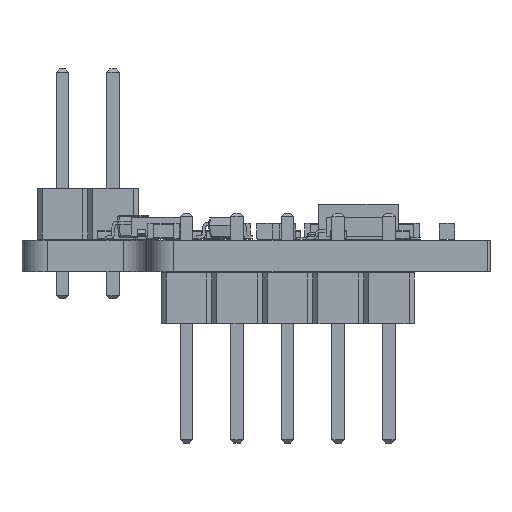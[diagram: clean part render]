
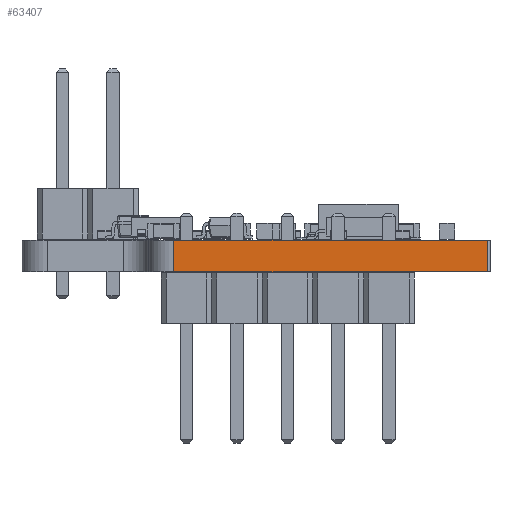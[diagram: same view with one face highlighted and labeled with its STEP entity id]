
A CAD part, front view. The second image highlights one B-rep face of the part: STEP entity #63407.
In plain terms, the highlighted planar face has unit normal (0, -1, 0).
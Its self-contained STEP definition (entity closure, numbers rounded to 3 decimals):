
#62135 = CYLINDRICAL_SURFACE('',#62136,0.127);
#62136 = AXIS2_PLACEMENT_3D('',#62137,#62138,#62139);
#62137 = CARTESIAN_POINT('',(11.621,-17.336,0.));
#62138 = DIRECTION('',(0.,0.,-1.));
#62139 = DIRECTION('',(1.,0.,0.));
#62163 = PLANE('',#62164);
#62164 = AXIS2_PLACEMENT_3D('',#62165,#62166,#62167);
#62165 = CARTESIAN_POINT('',(0.457,0.539,1.6));
#62166 = DIRECTION('',(0.,0.,1.));
#62167 = DIRECTION('',(1.,0.,0.));
#62217 = PLANE('',#62218);
#62218 = AXIS2_PLACEMENT_3D('',#62219,#62220,#62221);
#62219 = CARTESIAN_POINT('',(0.457,0.539,0.));
#62220 = DIRECTION('',(0.,0.,1.));
#62221 = DIRECTION('',(1.,0.,0.));
#62232 = EDGE_CURVE('',#62233,#62235,#62237,.T.);
#62233 = VERTEX_POINT('',#62234);
#62234 = CARTESIAN_POINT('',(11.621,-17.463,0.));
#62235 = VERTEX_POINT('',#62236);
#62236 = CARTESIAN_POINT('',(11.621,-17.463,1.6));
#62237 = SURFACE_CURVE('',#62238,(#62242,#62249),.PCURVE_S1.);
#62238 = LINE('',#62239,#62240);
#62239 = CARTESIAN_POINT('',(11.621,-17.463,0.));
#62240 = VECTOR('',#62241,1.);
#62241 = DIRECTION('',(0.,0.,1.));
#62242 = PCURVE('',#62135,#62243);
#62243 = DEFINITIONAL_REPRESENTATION('',(#62244),#62248);
#62244 = LINE('',#62245,#62246);
#62245 = CARTESIAN_POINT('',(-4.712,0.));
#62246 = VECTOR('',#62247,1.);
#62247 = DIRECTION('',(0.,-1.));
#62248 = ( GEOMETRIC_REPRESENTATION_CONTEXT(2) 
PARAMETRIC_REPRESENTATION_CONTEXT() REPRESENTATION_CONTEXT('2D SPACE',''
  ) );
#62249 = PCURVE('',#62250,#62255);
#62250 = PLANE('',#62251);
#62251 = AXIS2_PLACEMENT_3D('',#62252,#62253,#62254);
#62252 = CARTESIAN_POINT('',(-4.128,-17.463,0.));
#62253 = DIRECTION('',(0.,1.,0.));
#62254 = DIRECTION('',(1.,0.,0.));
#62255 = DEFINITIONAL_REPRESENTATION('',(#62256),#62260);
#62256 = LINE('',#62257,#62258);
#62257 = CARTESIAN_POINT('',(15.748,0.));
#62258 = VECTOR('',#62259,1.);
#62259 = DIRECTION('',(0.,-1.));
#62260 = ( GEOMETRIC_REPRESENTATION_CONTEXT(2) 
PARAMETRIC_REPRESENTATION_CONTEXT() REPRESENTATION_CONTEXT('2D SPACE',''
  ) );
#62640 = VERTEX_POINT('',#62641);
#62641 = CARTESIAN_POINT('',(-4.128,-17.463,0.));
#62656 = CYLINDRICAL_SURFACE('',#62657,1.27);
#62657 = AXIS2_PLACEMENT_3D('',#62658,#62659,#62660);
#62658 = CARTESIAN_POINT('',(-4.128,-16.193,0.));
#62659 = DIRECTION('',(0.,0.,-1.));
#62660 = DIRECTION('',(1.,0.,0.));
#62668 = EDGE_CURVE('',#62640,#62233,#62669,.T.);
#62669 = SURFACE_CURVE('',#62670,(#62674,#62681),.PCURVE_S1.);
#62670 = LINE('',#62671,#62672);
#62671 = CARTESIAN_POINT('',(-4.128,-17.463,0.));
#62672 = VECTOR('',#62673,1.);
#62673 = DIRECTION('',(1.,0.,0.));
#62674 = PCURVE('',#62217,#62675);
#62675 = DEFINITIONAL_REPRESENTATION('',(#62676),#62680);
#62676 = LINE('',#62677,#62678);
#62677 = CARTESIAN_POINT('',(-4.585,-18.002));
#62678 = VECTOR('',#62679,1.);
#62679 = DIRECTION('',(1.,0.));
#62680 = ( GEOMETRIC_REPRESENTATION_CONTEXT(2) 
PARAMETRIC_REPRESENTATION_CONTEXT() REPRESENTATION_CONTEXT('2D SPACE',''
  ) );
#62681 = PCURVE('',#62250,#62682);
#62682 = DEFINITIONAL_REPRESENTATION('',(#62683),#62687);
#62683 = LINE('',#62684,#62685);
#62684 = CARTESIAN_POINT('',(0.,0.));
#62685 = VECTOR('',#62686,1.);
#62686 = DIRECTION('',(1.,0.));
#62687 = ( GEOMETRIC_REPRESENTATION_CONTEXT(2) 
PARAMETRIC_REPRESENTATION_CONTEXT() REPRESENTATION_CONTEXT('2D SPACE',''
  ) );
#63155 = VERTEX_POINT('',#63156);
#63156 = CARTESIAN_POINT('',(-4.128,-17.463,1.6));
#63178 = EDGE_CURVE('',#63155,#62235,#63179,.T.);
#63179 = SURFACE_CURVE('',#63180,(#63184,#63191),.PCURVE_S1.);
#63180 = LINE('',#63181,#63182);
#63181 = CARTESIAN_POINT('',(-4.128,-17.463,1.6));
#63182 = VECTOR('',#63183,1.);
#63183 = DIRECTION('',(1.,0.,0.));
#63184 = PCURVE('',#62163,#63185);
#63185 = DEFINITIONAL_REPRESENTATION('',(#63186),#63190);
#63186 = LINE('',#63187,#63188);
#63187 = CARTESIAN_POINT('',(-4.585,-18.002));
#63188 = VECTOR('',#63189,1.);
#63189 = DIRECTION('',(1.,0.));
#63190 = ( GEOMETRIC_REPRESENTATION_CONTEXT(2) 
PARAMETRIC_REPRESENTATION_CONTEXT() REPRESENTATION_CONTEXT('2D SPACE',''
  ) );
#63191 = PCURVE('',#62250,#63192);
#63192 = DEFINITIONAL_REPRESENTATION('',(#63193),#63197);
#63193 = LINE('',#63194,#63195);
#63194 = CARTESIAN_POINT('',(0.,-1.6));
#63195 = VECTOR('',#63196,1.);
#63196 = DIRECTION('',(1.,0.));
#63197 = ( GEOMETRIC_REPRESENTATION_CONTEXT(2) 
PARAMETRIC_REPRESENTATION_CONTEXT() REPRESENTATION_CONTEXT('2D SPACE',''
  ) );
#63407 = ADVANCED_FACE('',(#63408),#62250,.F.);
#63408 = FACE_BOUND('',#63409,.F.);
#63409 = EDGE_LOOP('',(#63410,#63431,#63432,#63433));
#63410 = ORIENTED_EDGE('',*,*,#63411,.T.);
#63411 = EDGE_CURVE('',#62640,#63155,#63412,.T.);
#63412 = SURFACE_CURVE('',#63413,(#63417,#63424),.PCURVE_S1.);
#63413 = LINE('',#63414,#63415);
#63414 = CARTESIAN_POINT('',(-4.128,-17.463,0.));
#63415 = VECTOR('',#63416,1.);
#63416 = DIRECTION('',(0.,0.,1.));
#63417 = PCURVE('',#62250,#63418);
#63418 = DEFINITIONAL_REPRESENTATION('',(#63419),#63423);
#63419 = LINE('',#63420,#63421);
#63420 = CARTESIAN_POINT('',(0.,0.));
#63421 = VECTOR('',#63422,1.);
#63422 = DIRECTION('',(0.,-1.));
#63423 = ( GEOMETRIC_REPRESENTATION_CONTEXT(2) 
PARAMETRIC_REPRESENTATION_CONTEXT() REPRESENTATION_CONTEXT('2D SPACE',''
  ) );
#63424 = PCURVE('',#62656,#63425);
#63425 = DEFINITIONAL_REPRESENTATION('',(#63426),#63430);
#63426 = LINE('',#63427,#63428);
#63427 = CARTESIAN_POINT('',(-4.712,0.));
#63428 = VECTOR('',#63429,1.);
#63429 = DIRECTION('',(0.,-1.));
#63430 = ( GEOMETRIC_REPRESENTATION_CONTEXT(2) 
PARAMETRIC_REPRESENTATION_CONTEXT() REPRESENTATION_CONTEXT('2D SPACE',''
  ) );
#63431 = ORIENTED_EDGE('',*,*,#63178,.T.);
#63432 = ORIENTED_EDGE('',*,*,#62232,.F.);
#63433 = ORIENTED_EDGE('',*,*,#62668,.F.);
